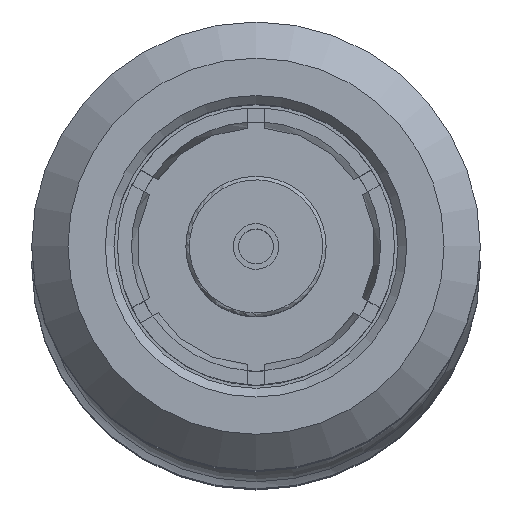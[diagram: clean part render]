
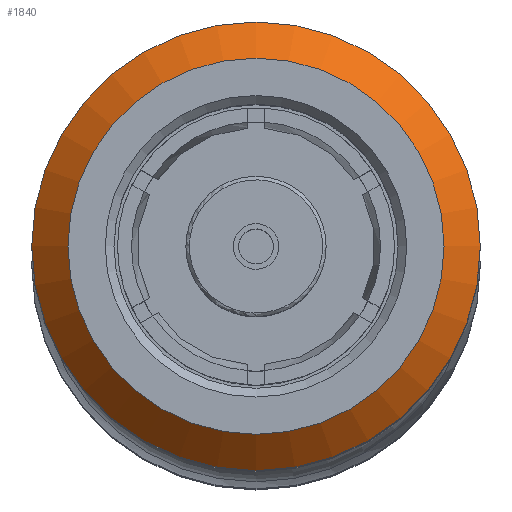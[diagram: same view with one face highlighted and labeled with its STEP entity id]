
A CAD part, top view. The second image highlights one B-rep face of the part: STEP entity #1840.
In plain terms, the highlighted conical face has half-angle 45.968 degrees and reference radius 3.25 mm.
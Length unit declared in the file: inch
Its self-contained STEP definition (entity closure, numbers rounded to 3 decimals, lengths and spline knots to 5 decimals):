
#71 = EDGE_LOOP ( 'NONE', ( #1707 ) ) ;
#193 = CARTESIAN_POINT ( 'NONE',  ( 0., 0., -0.10728 ) ) ;
#232 = CARTESIAN_POINT ( 'NONE',  ( 0., 0., 0. ) ) ;
#384 = CARTESIAN_POINT ( 'NONE',  ( 0.01998, 0., -0.12795 ) ) ;
#388 = DIRECTION ( 'NONE',  ( 0., 0., -1. ) ) ;
#494 = EDGE_CURVE ( 'NONE', #536, #536, #1334, .T. ) ;
#534 = DIRECTION ( 'NONE',  ( 1., 0., 0. ) ) ;
#536 = VERTEX_POINT ( 'NONE', #193 ) ;
#682 = AXIS2_PLACEMENT_3D ( 'NONE', #2077, #534, #1045 ) ;
#732 = EDGE_LOOP ( 'NONE', ( #1643 ) ) ;
#857 = FACE_BOUND ( 'NONE', #732, .T. ) ;
#1045 = DIRECTION ( 'NONE',  ( 0., 0., -1. ) ) ;
#1070 = CONICAL_SURFACE ( 'NONE', #1471, 0.12795, 0.802 ) ;
#1108 = DIRECTION ( 'NONE',  ( 0., 0., -1. ) ) ;
#1236 = EDGE_CURVE ( 'NONE', #1731, #1731, #2034, .T. ) ;
#1334 = CIRCLE ( 'NONE', #2117, 0.10728 ) ;
#1415 = DIRECTION ( 'NONE',  ( 1., 0., 0. ) ) ;
#1471 = AXIS2_PLACEMENT_3D ( 'NONE', #2088, #1415, #388 ) ;
#1478 = FACE_OUTER_BOUND ( 'NONE', #71, .T. ) ;
#1643 = ORIENTED_EDGE ( 'NONE', *, *, #494, .T. ) ;
#1707 = ORIENTED_EDGE ( 'NONE', *, *, #1236, .F. ) ;
#1731 = VERTEX_POINT ( 'NONE', #384 ) ;
#1781 = DIRECTION ( 'NONE',  ( 1., 0., 0. ) ) ;
#1840 = ADVANCED_FACE ( 'NONE', ( #857, #1478 ), #1070, .T. ) ;
#2034 = CIRCLE ( 'NONE', #682, 0.12795 ) ;
#2077 = CARTESIAN_POINT ( 'NONE',  ( 0.01998, 0., 0. ) ) ;
#2088 = CARTESIAN_POINT ( 'NONE',  ( 0.01998, 0., 0. ) ) ;
#2117 = AXIS2_PLACEMENT_3D ( 'NONE', #232, #1781, #1108 ) ;
